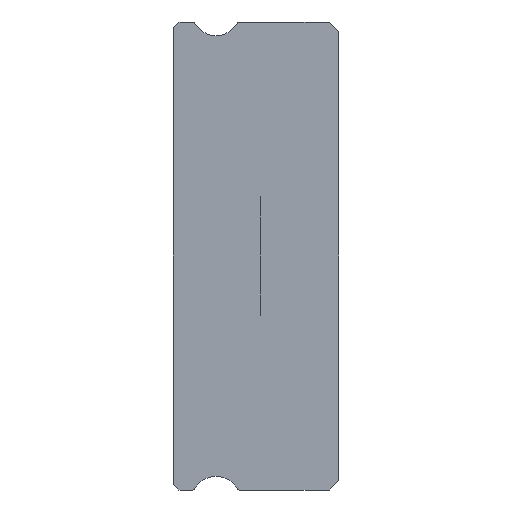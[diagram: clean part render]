
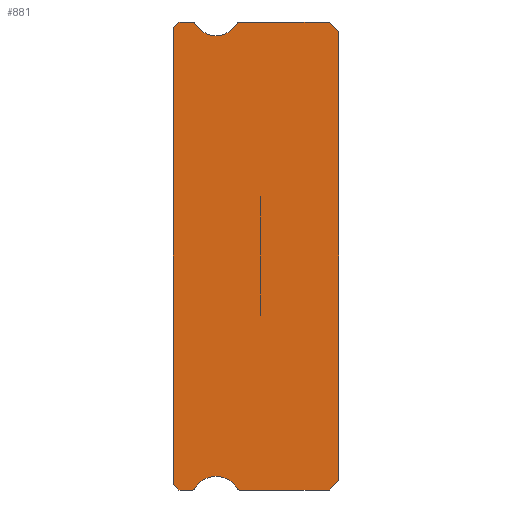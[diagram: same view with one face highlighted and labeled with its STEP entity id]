
A CAD part, left-side view. The second image highlights one B-rep face of the part: STEP entity #881.
In plain terms, the highlighted planar face has unit normal (-1, 0, 0).
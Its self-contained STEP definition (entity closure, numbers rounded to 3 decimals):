
#3 = ORIENTED_EDGE ( 'NONE', *, *, #1486, .F. ) ;
#24 = VECTOR ( 'NONE', #1163, 1000. ) ;
#81 = CARTESIAN_POINT ( 'NONE',  ( -5., 7.512, 12. ) ) ;
#109 = CARTESIAN_POINT ( 'NONE',  ( -5., 8.2, -12. ) ) ;
#119 = CARTESIAN_POINT ( 'NONE',  ( -5., 8.2, -12. ) ) ;
#124 = AXIS2_PLACEMENT_3D ( 'NONE', #988, #295, #530 ) ;
#149 = EDGE_CURVE ( 'NONE', #1687, #1391, #2367, .T. ) ;
#155 = DIRECTION ( 'NONE',  ( 0., -1., 0. ) ) ;
#184 = CIRCLE ( 'NONE', #2715, 0.15 ) ;
#200 = CARTESIAN_POINT ( 'NONE',  ( -5., 8.5, 11.85 ) ) ;
#227 = VERTEX_POINT ( 'NONE', #260 ) ;
#241 = DIRECTION ( 'NONE',  ( 0., 0.707, -0.707 ) ) ;
#260 = CARTESIAN_POINT ( 'NONE',  ( -5., 7.383, -11.925 ) ) ;
#264 = LINE ( 'NONE', #1707, #1867 ) ;
#266 = ORIENTED_EDGE ( 'NONE', *, *, #1865, .T. ) ;
#295 = DIRECTION ( 'NONE',  ( 1., 0., 0. ) ) ;
#323 = EDGE_CURVE ( 'NONE', #227, #2563, #1898, .T. ) ;
#338 = CARTESIAN_POINT ( 'NONE',  ( -5., 6.3, -12.55 ) ) ;
#339 = LINE ( 'NONE', #3013, #2256 ) ;
#345 = FACE_OUTER_BOUND ( 'NONE', #918, .T. ) ;
#365 = AXIS2_PLACEMENT_3D ( 'NONE', #764, #2919, #2211 ) ;
#375 = CARTESIAN_POINT ( 'NONE',  ( -5., 5.217, 11.925 ) ) ;
#402 = CARTESIAN_POINT ( 'NONE',  ( -5., 0.5, 12. ) ) ;
#461 = EDGE_CURVE ( 'NONE', #1262, #3100, #1318, .T. ) ;
#466 = LINE ( 'NONE', #701, #2611 ) ;
#526 = VERTEX_POINT ( 'NONE', #1820 ) ;
#530 = DIRECTION ( 'NONE',  ( 0., 0., -1. ) ) ;
#596 = DIRECTION ( 'NONE',  ( 0., 0., -1. ) ) ;
#660 = EDGE_CURVE ( 'NONE', #1262, #526, #2410, .T. ) ;
#670 = CARTESIAN_POINT ( 'NONE',  ( -5., 0., -11.5 ) ) ;
#676 = VERTEX_POINT ( 'NONE', #2160 ) ;
#678 = DIRECTION ( 'NONE',  ( 0., 0., -1. ) ) ;
#698 = CARTESIAN_POINT ( 'NONE',  ( -5., 7.383, 11.925 ) ) ;
#701 = CARTESIAN_POINT ( 'NONE',  ( -5., 7.512, -12. ) ) ;
#757 = DIRECTION ( 'NONE',  ( 0., -0.707, -0.707 ) ) ;
#764 = CARTESIAN_POINT ( 'NONE',  ( -5., 7.512, 11.85 ) ) ;
#775 = VECTOR ( 'NONE', #1050, 1000. ) ;
#865 = VERTEX_POINT ( 'NONE', #81 ) ;
#881 = ADVANCED_FACE ( 'NONE', ( #345 ), #2207, .F. ) ;
#884 = VECTOR ( 'NONE', #1077, 1000. ) ;
#912 = VERTEX_POINT ( 'NONE', #375 ) ;
#918 = EDGE_LOOP ( 'NONE', ( #1095, #3113, #2511, #3025, #1712, #1471, #1753, #1253, #1188, #947, #1956, #3, #2943, #2930, #1408, #2042, #266 ) ) ;
#934 = DIRECTION ( 'NONE',  ( 0., 1., 0. ) ) ;
#947 = ORIENTED_EDGE ( 'NONE', *, *, #2243, .F. ) ;
#988 = CARTESIAN_POINT ( 'NONE',  ( -5., 7.512, -11.85 ) ) ;
#1028 = AXIS2_PLACEMENT_3D ( 'NONE', #2756, #2786, #596 ) ;
#1050 = DIRECTION ( 'NONE',  ( 0., 1., 0. ) ) ;
#1066 = CARTESIAN_POINT ( 'NONE',  ( -5., 5.217, -11.925 ) ) ;
#1070 = DIRECTION ( 'NONE',  ( 0., -0.707, -0.707 ) ) ;
#1075 = DIRECTION ( 'NONE',  ( 0., 0., -1. ) ) ;
#1077 = DIRECTION ( 'NONE',  ( 0., 0., 1. ) ) ;
#1095 = ORIENTED_EDGE ( 'NONE', *, *, #149, .F. ) ;
#1097 = DIRECTION ( 'NONE',  ( 0., 0., -1. ) ) ;
#1117 = VECTOR ( 'NONE', #1070, 1000. ) ;
#1134 = CARTESIAN_POINT ( 'NONE',  ( -5., 6.3, 12.55 ) ) ;
#1163 = DIRECTION ( 'NONE',  ( 0., 0., 1. ) ) ;
#1166 = VECTOR ( 'NONE', #2692, 1000. ) ;
#1179 = DIRECTION ( 'NONE',  ( 0., 0., -1. ) ) ;
#1188 = ORIENTED_EDGE ( 'NONE', *, *, #461, .T. ) ;
#1253 = ORIENTED_EDGE ( 'NONE', *, *, #660, .F. ) ;
#1262 = VERTEX_POINT ( 'NONE', #670 ) ;
#1318 = LINE ( 'NONE', #2283, #884 ) ;
#1371 = AXIS2_PLACEMENT_3D ( 'NONE', #338, #1566, #1075 ) ;
#1391 = VERTEX_POINT ( 'NONE', #2413 ) ;
#1408 = ORIENTED_EDGE ( 'NONE', *, *, #1452, .F. ) ;
#1433 = CARTESIAN_POINT ( 'NONE',  ( -5., 6.3, 12.55 ) ) ;
#1452 = EDGE_CURVE ( 'NONE', #865, #2218, #1989, .T. ) ;
#1471 = ORIENTED_EDGE ( 'NONE', *, *, #3054, .F. ) ;
#1486 = EDGE_CURVE ( 'NONE', #912, #2450, #2901, .T. ) ;
#1500 = VECTOR ( 'NONE', #241, 1000. ) ;
#1540 = EDGE_CURVE ( 'NONE', #865, #676, #2498, .T. ) ;
#1566 = DIRECTION ( 'NONE',  ( -1., 0., 0. ) ) ;
#1577 = VERTEX_POINT ( 'NONE', #109 ) ;
#1603 = EDGE_CURVE ( 'NONE', #2849, #227, #2941, .T. ) ;
#1626 = DIRECTION ( 'NONE',  ( 0., 0., -1. ) ) ;
#1667 = CARTESIAN_POINT ( 'NONE',  ( -5., 0., -11.5 ) ) ;
#1679 = LINE ( 'NONE', #2928, #1166 ) ;
#1687 = VERTEX_POINT ( 'NONE', #1836 ) ;
#1707 = CARTESIAN_POINT ( 'NONE',  ( -5., 0.5, 12. ) ) ;
#1712 = ORIENTED_EDGE ( 'NONE', *, *, #1603, .F. ) ;
#1716 = EDGE_CURVE ( 'NONE', #1577, #2563, #2374, .T. ) ;
#1728 = CARTESIAN_POINT ( 'NONE',  ( -5., 0., 11.5 ) ) ;
#1753 = ORIENTED_EDGE ( 'NONE', *, *, #2768, .F. ) ;
#1802 = CARTESIAN_POINT ( 'NONE',  ( -5., 7.512, 11.85 ) ) ;
#1817 = CARTESIAN_POINT ( 'NONE',  ( -5., 8.2, 12. ) ) ;
#1820 = CARTESIAN_POINT ( 'NONE',  ( -5., 0.5, -12. ) ) ;
#1829 = CARTESIAN_POINT ( 'NONE',  ( -5., 5.088, -12. ) ) ;
#1836 = CARTESIAN_POINT ( 'NONE',  ( -5., 8.5, -11.7 ) ) ;
#1865 = EDGE_CURVE ( 'NONE', #676, #1391, #1679, .T. ) ;
#1867 = VECTOR ( 'NONE', #757, 1000. ) ;
#1898 = CIRCLE ( 'NONE', #124, 0.15 ) ;
#1945 = EDGE_CURVE ( 'NONE', #1687, #1577, #2232, .T. ) ;
#1956 = ORIENTED_EDGE ( 'NONE', *, *, #2543, .F. ) ;
#1989 = CIRCLE ( 'NONE', #365, 0.15 ) ;
#2022 = CIRCLE ( 'NONE', #2176, 1.25 ) ;
#2042 = ORIENTED_EDGE ( 'NONE', *, *, #1540, .T. ) ;
#2050 = AXIS2_PLACEMENT_3D ( 'NONE', #1433, #2428, #1179 ) ;
#2148 = EDGE_CURVE ( 'NONE', #2682, #912, #2022, .T. ) ;
#2153 = VERTEX_POINT ( 'NONE', #1829 ) ;
#2160 = CARTESIAN_POINT ( 'NONE',  ( -5., 8.2, 12. ) ) ;
#2176 = AXIS2_PLACEMENT_3D ( 'NONE', #1134, #2370, #678 ) ;
#2207 = PLANE ( 'NONE',  #2503 ) ;
#2211 = DIRECTION ( 'NONE',  ( 0., 0., -1. ) ) ;
#2218 = VERTEX_POINT ( 'NONE', #698 ) ;
#2232 = LINE ( 'NONE', #119, #1117 ) ;
#2243 = EDGE_CURVE ( 'NONE', #3035, #3100, #264, .T. ) ;
#2256 = VECTOR ( 'NONE', #2972, 1000. ) ;
#2283 = CARTESIAN_POINT ( 'NONE',  ( -5., 0., 11.5 ) ) ;
#2332 = VECTOR ( 'NONE', #155, 1000. ) ;
#2367 = LINE ( 'NONE', #200, #24 ) ;
#2370 = DIRECTION ( 'NONE',  ( -1., 0., 0. ) ) ;
#2374 = LINE ( 'NONE', #2564, #2332 ) ;
#2380 = DIRECTION ( 'NONE',  ( 1., 0., 0. ) ) ;
#2410 = LINE ( 'NONE', #1667, #1500 ) ;
#2413 = CARTESIAN_POINT ( 'NONE',  ( -5., 8.5, 11.7 ) ) ;
#2428 = DIRECTION ( 'NONE',  ( -1., 0., 0. ) ) ;
#2450 = VERTEX_POINT ( 'NONE', #2876 ) ;
#2498 = LINE ( 'NONE', #1817, #775 ) ;
#2503 = AXIS2_PLACEMENT_3D ( 'NONE', #1802, #2802, #1626 ) ;
#2511 = ORIENTED_EDGE ( 'NONE', *, *, #1716, .T. ) ;
#2543 = EDGE_CURVE ( 'NONE', #2450, #3035, #339, .T. ) ;
#2563 = VERTEX_POINT ( 'NONE', #2999 ) ;
#2564 = CARTESIAN_POINT ( 'NONE',  ( -5., 7.512, -12. ) ) ;
#2611 = VECTOR ( 'NONE', #934, 1000. ) ;
#2616 = CIRCLE ( 'NONE', #2050, 1.25 ) ;
#2682 = VERTEX_POINT ( 'NONE', #3083 ) ;
#2692 = DIRECTION ( 'NONE',  ( 0., 0.707, -0.707 ) ) ;
#2715 = AXIS2_PLACEMENT_3D ( 'NONE', #2856, #2380, #1097 ) ;
#2756 = CARTESIAN_POINT ( 'NONE',  ( -5., 5.088, 11.85 ) ) ;
#2768 = EDGE_CURVE ( 'NONE', #526, #2153, #466, .T. ) ;
#2786 = DIRECTION ( 'NONE',  ( 1., 0., 0. ) ) ;
#2802 = DIRECTION ( 'NONE',  ( 1., 0., 0. ) ) ;
#2849 = VERTEX_POINT ( 'NONE', #1066 ) ;
#2856 = CARTESIAN_POINT ( 'NONE',  ( -5., 5.088, -11.85 ) ) ;
#2876 = CARTESIAN_POINT ( 'NONE',  ( -5., 5.088, 12. ) ) ;
#2901 = CIRCLE ( 'NONE', #1028, 0.15 ) ;
#2919 = DIRECTION ( 'NONE',  ( 1., 0., 0. ) ) ;
#2928 = CARTESIAN_POINT ( 'NONE',  ( -5., 8.5, 11.7 ) ) ;
#2930 = ORIENTED_EDGE ( 'NONE', *, *, #3082, .F. ) ;
#2941 = CIRCLE ( 'NONE', #1371, 1.25 ) ;
#2943 = ORIENTED_EDGE ( 'NONE', *, *, #2148, .F. ) ;
#2972 = DIRECTION ( 'NONE',  ( 0., -1., 0. ) ) ;
#2999 = CARTESIAN_POINT ( 'NONE',  ( -5., 7.512, -12. ) ) ;
#3013 = CARTESIAN_POINT ( 'NONE',  ( -5., 7.512, 12. ) ) ;
#3025 = ORIENTED_EDGE ( 'NONE', *, *, #323, .F. ) ;
#3035 = VERTEX_POINT ( 'NONE', #402 ) ;
#3054 = EDGE_CURVE ( 'NONE', #2153, #2849, #184, .T. ) ;
#3082 = EDGE_CURVE ( 'NONE', #2218, #2682, #2616, .T. ) ;
#3083 = CARTESIAN_POINT ( 'NONE',  ( -5., 6.3, 11.3 ) ) ;
#3100 = VERTEX_POINT ( 'NONE', #1728 ) ;
#3113 = ORIENTED_EDGE ( 'NONE', *, *, #1945, .T. ) ;
